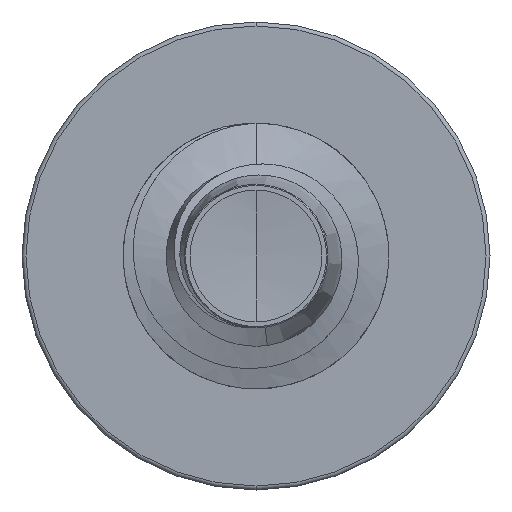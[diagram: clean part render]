
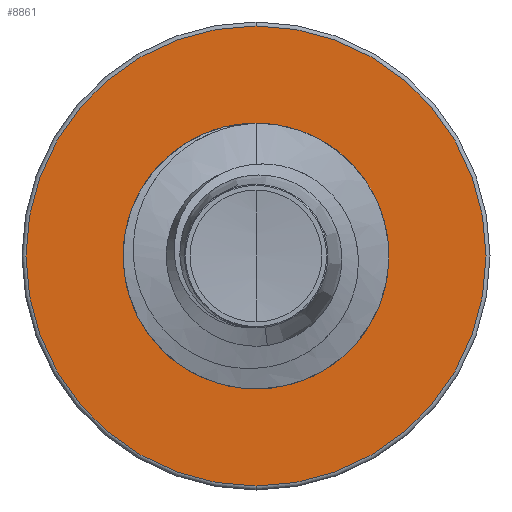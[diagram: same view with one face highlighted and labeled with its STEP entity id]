
A CAD part, front view. The second image highlights one B-rep face of the part: STEP entity #8861.
In plain terms, the highlighted planar face has unit normal (0, -1, 0).
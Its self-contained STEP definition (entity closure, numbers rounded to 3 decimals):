
#40 = DIRECTION ( 'NONE',  ( 0., 0., 1. ) ) ;
#45 = DIRECTION ( 'NONE',  ( 0., 1., 0. ) ) ;
#193 = CARTESIAN_POINT ( 'NONE',  ( 0., 8., -2.415 ) ) ;
#292 = DIRECTION ( 'NONE',  ( 0., 0., 1. ) ) ;
#297 = PLANE ( 'NONE',  #1233 ) ;
#312 = EDGE_LOOP ( 'NONE', ( #13017, #11131 ) ) ;
#315 = DIRECTION ( 'NONE',  ( 0., 1., 0. ) ) ;
#325 = CARTESIAN_POINT ( 'NONE',  ( 0., 8., 0. ) ) ;
#1233 = AXIS2_PLACEMENT_3D ( 'NONE', #193, #45, #40 ) ;
#1866 = ORIENTED_EDGE ( 'NONE', *, *, #2327, .F. ) ;
#2327 = EDGE_CURVE ( 'NONE', #14364, #9328, #4058, .T. ) ;
#2467 = AXIS2_PLACEMENT_3D ( 'NONE', #6564, #6559, #6540 ) ;
#2497 = CARTESIAN_POINT ( 'NONE',  ( 0., 8., 2.415 ) ) ;
#2887 = AXIS2_PLACEMENT_3D ( 'NONE', #12148, #12131, #12130 ) ;
#3123 = CARTESIAN_POINT ( 'NONE',  ( 0., 8., -4.325 ) ) ;
#3169 = FACE_OUTER_BOUND ( 'NONE', #14396, .T. ) ;
#3624 = CARTESIAN_POINT ( 'NONE',  ( 0., 8., 4.325 ) ) ;
#4058 = CIRCLE ( 'NONE', #4728, 4.325 ) ;
#4728 = AXIS2_PLACEMENT_3D ( 'NONE', #5921, #5898, #5884 ) ;
#5037 = AXIS2_PLACEMENT_3D ( 'NONE', #325, #315, #292 ) ;
#5884 = DIRECTION ( 'NONE',  ( 0., 0., 1. ) ) ;
#5898 = DIRECTION ( 'NONE',  ( 0., 1., 0. ) ) ;
#5921 = CARTESIAN_POINT ( 'NONE',  ( 0., 8., 0. ) ) ;
#5923 = CIRCLE ( 'NONE', #2887, 4.325 ) ;
#6540 = DIRECTION ( 'NONE',  ( 0., 0., 1. ) ) ;
#6559 = DIRECTION ( 'NONE',  ( 0., 1., 0. ) ) ;
#6564 = CARTESIAN_POINT ( 'NONE',  ( 0., 8., 0. ) ) ;
#7330 = FACE_BOUND ( 'NONE', #312, .T. ) ;
#8505 = CIRCLE ( 'NONE', #5037, 2.415 ) ;
#8861 = ADVANCED_FACE ( 'NONE', ( #3169, #7330 ), #297, .F. ) ;
#9280 = CIRCLE ( 'NONE', #2467, 2.415 ) ;
#9328 = VERTEX_POINT ( 'NONE', #3123 ) ;
#9439 = VERTEX_POINT ( 'NONE', #2497 ) ;
#10566 = VERTEX_POINT ( 'NONE', #14305 ) ;
#11125 = EDGE_CURVE ( 'NONE', #9328, #14364, #5923, .T. ) ;
#11131 = ORIENTED_EDGE ( 'NONE', *, *, #11716, .T. ) ;
#11716 = EDGE_CURVE ( 'NONE', #10566, #9439, #8505, .T. ) ;
#12032 = ORIENTED_EDGE ( 'NONE', *, *, #11125, .F. ) ;
#12130 = DIRECTION ( 'NONE',  ( 0., 0., 1. ) ) ;
#12131 = DIRECTION ( 'NONE',  ( 0., 1., 0. ) ) ;
#12148 = CARTESIAN_POINT ( 'NONE',  ( 0., 8., 0. ) ) ;
#13017 = ORIENTED_EDGE ( 'NONE', *, *, #13652, .T. ) ;
#13652 = EDGE_CURVE ( 'NONE', #9439, #10566, #9280, .T. ) ;
#14305 = CARTESIAN_POINT ( 'NONE',  ( 0., 8., -2.415 ) ) ;
#14364 = VERTEX_POINT ( 'NONE', #3624 ) ;
#14396 = EDGE_LOOP ( 'NONE', ( #1866, #12032 ) ) ;
